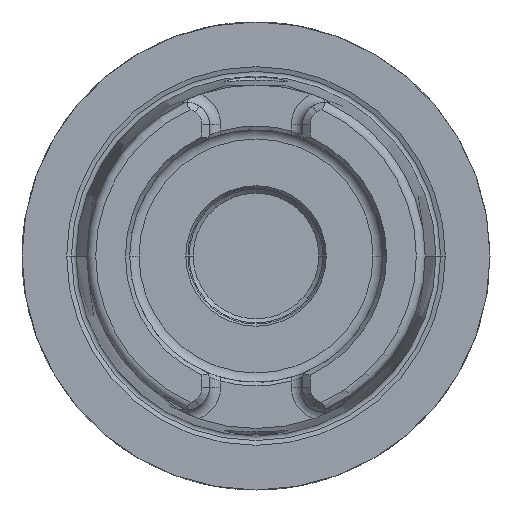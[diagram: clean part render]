
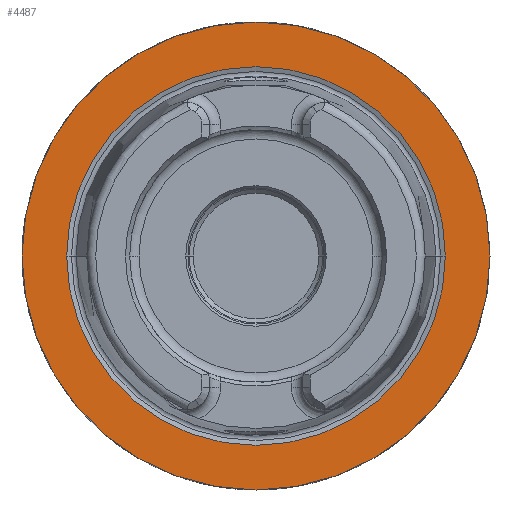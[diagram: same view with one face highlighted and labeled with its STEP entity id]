
A CAD part, left-side view. The second image highlights one B-rep face of the part: STEP entity #4487.
In plain terms, the highlighted planar face has unit normal (-1, 0, 0).
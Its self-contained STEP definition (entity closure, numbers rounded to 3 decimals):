
#1068=CARTESIAN_POINT('',(0.,0.,0.));
#1069=DIRECTION('',(1.,0.,0.));
#1070=DIRECTION('',(0.,1.,0.));
#1071=AXIS2_PLACEMENT_3D('',#1068,#1069,#1070);
#1073=CARTESIAN_POINT('',(0.,0.,0.));
#1074=DIRECTION('',(-1.,0.,0.));
#1075=DIRECTION('',(0.,1.,0.));
#1076=AXIS2_PLACEMENT_3D('',#1073,#1074,#1075);
#1078=CARTESIAN_POINT('',(0.,0.,0.));
#1079=DIRECTION('',(-1.,0.,0.));
#1080=DIRECTION('',(0.,-1.,0.));
#1081=AXIS2_PLACEMENT_3D('',#1078,#1079,#1080);
#1083=CARTESIAN_POINT('',(0.,0.,0.));
#1084=DIRECTION('',(-1.,0.,0.));
#1085=DIRECTION('',(0.,1.,0.));
#1086=AXIS2_PLACEMENT_3D('',#1083,#1084,#1085);
#2727=CARTESIAN_POINT('',(0.,31.5,0.));
#2728=CARTESIAN_POINT('',(0.,-31.5,0.));
#2729=VERTEX_POINT('',#2727);
#2730=VERTEX_POINT('',#2728);
#2755=CARTESIAN_POINT('',(0.,-25.49,0.));
#2756=VERTEX_POINT('',#2755);
#2757=CARTESIAN_POINT('',(0.,25.49,0.));
#2758=VERTEX_POINT('',#2757);
#4472=CARTESIAN_POINT('',(0.,0.,0.));
#4473=DIRECTION('',(1.,0.,0.));
#4474=DIRECTION('',(0.,-1.,0.));
#4475=AXIS2_PLACEMENT_3D('',#4472,#4473,#4474);
#4476=PLANE('',#4475);
#4478=ORIENTED_EDGE('',*,*,#4477,.T.);
#4480=ORIENTED_EDGE('',*,*,#4479,.F.);
#4481=EDGE_LOOP('',(#4478,#4480));
#4482=FACE_OUTER_BOUND('',#4481,.F.);
#4483=ORIENTED_EDGE('',*,*,#4467,.T.);
#4484=ORIENTED_EDGE('',*,*,#4451,.T.);
#4485=EDGE_LOOP('',(#4483,#4484));
#4486=FACE_BOUND('',#4485,.F.);
#4487=ADVANCED_FACE('',(#4482,#4486),#4476,.F.);
#1072=CIRCLE('',#1071,31.5);
#1077=CIRCLE('',#1076,31.5);
#1082=CIRCLE('',#1081,25.49);
#1087=CIRCLE('',#1086,25.49);
#4451=EDGE_CURVE('',#2758,#2756,#1087,.T.);
#4467=EDGE_CURVE('',#2756,#2758,#1082,.T.);
#4477=EDGE_CURVE('',#2729,#2730,#1072,.T.);
#4479=EDGE_CURVE('',#2729,#2730,#1077,.T.);
